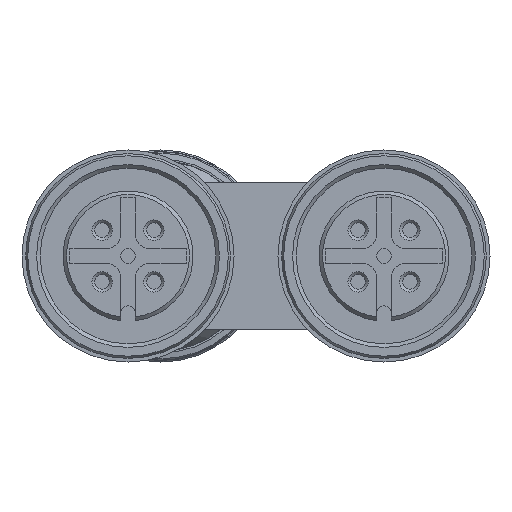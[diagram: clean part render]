
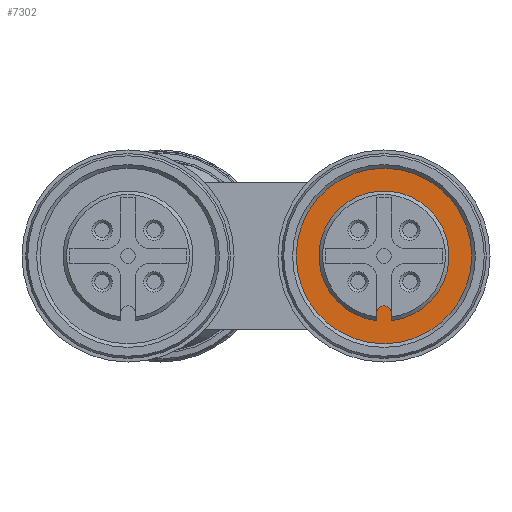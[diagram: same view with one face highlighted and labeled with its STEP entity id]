
A CAD part, left-side view. The second image highlights one B-rep face of the part: STEP entity #7302.
In plain terms, the highlighted planar face has unit normal (-1, 0, 0).
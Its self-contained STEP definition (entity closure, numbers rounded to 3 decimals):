
#317 = CARTESIAN_POINT ( 'NONE',  ( -78.1, 0.167, 0.528 ) ) ;
#428 = AXIS2_PLACEMENT_3D ( 'NONE', #6709, #10206, #5895 ) ;
#555 = CARTESIAN_POINT ( 'NONE',  ( -78.1, 0.167, 0.578 ) ) ;
#709 = DIRECTION ( 'NONE',  ( 0., 0., 1. ) ) ;
#718 = VERTEX_POINT ( 'NONE', #9988 ) ;
#1171 = VECTOR ( 'NONE', #1978, 1000. ) ;
#1195 = VERTEX_POINT ( 'NONE', #555 ) ;
#1238 = ORIENTED_EDGE ( 'NONE', *, *, #3808, .T. ) ;
#1301 = PLANE ( 'NONE',  #11071 ) ;
#1868 = AXIS2_PLACEMENT_3D ( 'NONE', #7541, #4904, #709 ) ;
#1978 = DIRECTION ( 'NONE',  ( 0., 0., 1. ) ) ;
#2728 = DIRECTION ( 'NONE',  ( 0., 0., -1. ) ) ;
#2826 = CARTESIAN_POINT ( 'NONE',  ( -78.1, 0.667, 1.1 ) ) ;
#3808 = EDGE_CURVE ( 'NONE', #718, #6574, #8984, .T. ) ;
#3994 = CARTESIAN_POINT ( 'NONE',  ( -78.1, 0.667, 10.225 ) ) ;
#4053 = CIRCLE ( 'NONE', #1868, 4.45 ) ;
#4394 = EDGE_LOOP ( 'NONE', ( #11344, #8710, #10987, #1238 ) ) ;
#4681 = LINE ( 'NONE', #317, #1171 ) ;
#4807 = FACE_OUTER_BOUND ( 'NONE', #9963, .T. ) ;
#4904 = DIRECTION ( 'NONE',  ( 1., 0., 0. ) ) ;
#5667 = DIRECTION ( 'NONE',  ( 0., 0., 1. ) ) ;
#5756 = EDGE_CURVE ( 'NONE', #6574, #1195, #4053, .T. ) ;
#5895 = DIRECTION ( 'NONE',  ( 0., 0., 1. ) ) ;
#6316 = CIRCLE ( 'NONE', #10716, 0.5 ) ;
#6574 = VERTEX_POINT ( 'NONE', #6833 ) ;
#6709 = CARTESIAN_POINT ( 'NONE',  ( -78.1, 0.667, 5. ) ) ;
#6833 = CARTESIAN_POINT ( 'NONE',  ( -78.1, 1.167, 0.578 ) ) ;
#7053 = EDGE_CURVE ( 'NONE', #7287, #7287, #10338, .T. ) ;
#7287 = VERTEX_POINT ( 'NONE', #8261 ) ;
#7302 = ADVANCED_FACE ( 'NONE', ( #4807, #9229 ), #1301, .T. ) ;
#7503 = DIRECTION ( 'NONE',  ( -1., 0., 0. ) ) ;
#7541 = CARTESIAN_POINT ( 'NONE',  ( -78.1, 0.667, 5. ) ) ;
#8261 = CARTESIAN_POINT ( 'NONE',  ( -78.1, 0.667, 11. ) ) ;
#8562 = CARTESIAN_POINT ( 'NONE',  ( -78.1, 0.167, 1.1 ) ) ;
#8710 = ORIENTED_EDGE ( 'NONE', *, *, #10943, .T. ) ;
#8909 = DIRECTION ( 'NONE',  ( -1., 0., 0. ) ) ;
#8984 = LINE ( 'NONE', #11357, #9943 ) ;
#9229 = FACE_BOUND ( 'NONE', #4394, .T. ) ;
#9777 = VERTEX_POINT ( 'NONE', #8562 ) ;
#9837 = DIRECTION ( 'NONE',  ( 0., -1., 0. ) ) ;
#9943 = VECTOR ( 'NONE', #2728, 1000. ) ;
#9963 = EDGE_LOOP ( 'NONE', ( #10826 ) ) ;
#9988 = CARTESIAN_POINT ( 'NONE',  ( -78.1, 1.167, 1.1 ) ) ;
#10206 = DIRECTION ( 'NONE',  ( 1., 0., 0. ) ) ;
#10338 = CIRCLE ( 'NONE', #428, 6. ) ;
#10716 = AXIS2_PLACEMENT_3D ( 'NONE', #2826, #8909, #9837 ) ;
#10726 = EDGE_CURVE ( 'NONE', #9777, #718, #6316, .T. ) ;
#10826 = ORIENTED_EDGE ( 'NONE', *, *, #7053, .F. ) ;
#10943 = EDGE_CURVE ( 'NONE', #1195, #9777, #4681, .T. ) ;
#10987 = ORIENTED_EDGE ( 'NONE', *, *, #10726, .T. ) ;
#11071 = AXIS2_PLACEMENT_3D ( 'NONE', #3994, #7503, #5667 ) ;
#11344 = ORIENTED_EDGE ( 'NONE', *, *, #5756, .T. ) ;
#11357 = CARTESIAN_POINT ( 'NONE',  ( -78.1, 1.167, 1.1 ) ) ;
